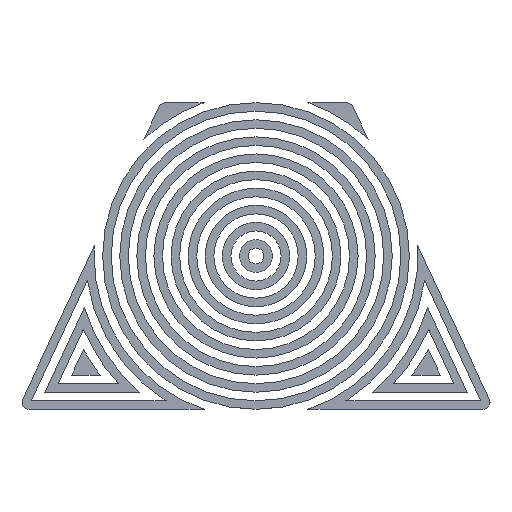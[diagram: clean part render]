
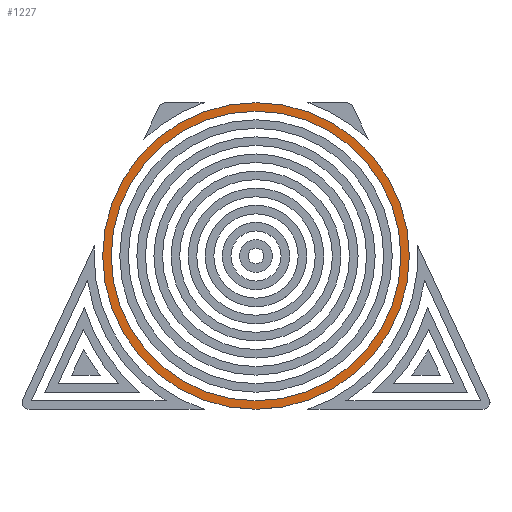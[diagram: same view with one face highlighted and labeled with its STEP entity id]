
A CAD part, top view. The second image highlights one B-rep face of the part: STEP entity #1227.
In plain terms, the highlighted planar face has unit normal (0, 0, 1).
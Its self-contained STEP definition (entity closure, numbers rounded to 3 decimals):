
#1105=CARTESIAN_POINT('',(-21.51,-13.292,8.4));
#1106=VERTEX_POINT('',#1105);
#1113=CARTESIAN_POINT('',(21.51,-13.292,8.4));
#1114=VERTEX_POINT('',#1113);
#1115=CARTESIAN_POINT('',(0.,-13.292,8.4));
#1116=DIRECTION('',(0.,0.,1.));
#1117=DIRECTION('',(1.,0.,-0.));
#1118=AXIS2_PLACEMENT_3D('',#1115,#1116,#1117);
#1119=CIRCLE('',#1118,21.51);
#1120=EDGE_CURVE('',#1114,#1106,#1119,.T.);
#1122=CARTESIAN_POINT('',(0.,-13.292,8.4));
#1123=DIRECTION('',(0.,0.,1.));
#1124=DIRECTION('',(1.,0.,-0.));
#1125=AXIS2_PLACEMENT_3D('',#1122,#1123,#1124);
#1126=CIRCLE('',#1125,21.51);
#1127=EDGE_CURVE('',#1106,#1114,#1126,.T.);
#1156=CARTESIAN_POINT('',(-20.31,-13.292,8.4));
#1157=VERTEX_POINT('',#1156);
#1181=CARTESIAN_POINT('',(20.31,-13.292,8.4));
#1182=VERTEX_POINT('',#1181);
#1183=CARTESIAN_POINT('',(0.,-13.292,8.4));
#1184=DIRECTION('',(0.,0.,1.));
#1185=DIRECTION('',(1.,0.,-0.));
#1186=AXIS2_PLACEMENT_3D('',#1183,#1184,#1185);
#1187=CIRCLE('',#1186,20.31);
#1188=EDGE_CURVE('',#1157,#1182,#1187,.T.);
#1190=CARTESIAN_POINT('',(0.,-13.292,8.4));
#1191=DIRECTION('',(0.,0.,1.));
#1192=DIRECTION('',(1.,0.,-0.));
#1193=AXIS2_PLACEMENT_3D('',#1190,#1191,#1192);
#1194=CIRCLE('',#1193,20.31);
#1195=EDGE_CURVE('',#1182,#1157,#1194,.T.);
#1214=CARTESIAN_POINT('',(0.,-200.,8.4));
#1215=DIRECTION('',(0.,0.,1.));
#1216=DIRECTION('',(1.,0.,0.));
#1217=AXIS2_PLACEMENT_3D('',#1214,#1215,#1216);
#1218=PLANE('',#1217);
#1219=ORIENTED_EDGE('',*,*,#1120,.T.);
#1220=ORIENTED_EDGE('',*,*,#1127,.T.);
#1221=EDGE_LOOP('',(#1219,#1220));
#1222=FACE_BOUND('',#1221,.T.);
#1223=ORIENTED_EDGE('',*,*,#1188,.F.);
#1224=ORIENTED_EDGE('',*,*,#1195,.F.);
#1225=EDGE_LOOP('',(#1223,#1224));
#1226=FACE_BOUND('',#1225,.T.);
#1227=ADVANCED_FACE('',(#1222,#1226),#1218,.T.);
